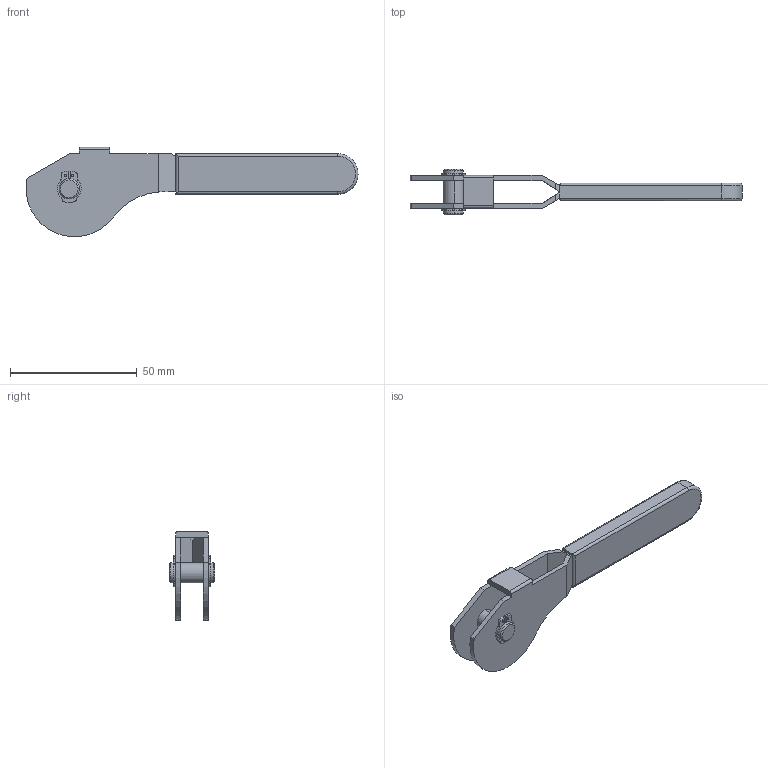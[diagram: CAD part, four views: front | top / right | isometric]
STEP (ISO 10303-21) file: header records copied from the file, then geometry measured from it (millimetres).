
FILE_DESCRIPTION(('STEP AP214'),'1');
FILE_NAME(' ',' ',('TraceParts'),('TraceParts S.A.'),'XStep 1.0',' ',' ');
FILE_SCHEMA(('automotive_design'));
Length unit declared in the file: millimetre
Products named in the file (1): 1
Bounding box: 131.07 x 18 x 35.21 mm (x, y, z)
Volume: 14420.7 mm3; surface area: 9914.1 mm2
Topology: 1 solids, 1 shells, 111 faces, 295 edges, 190 vertices
Faces by surface type: cylinder 55, plane 50, cone 4, torus 2
Entity records: 6818 total; most frequent: DIRECTION 643, STYLED_ITEM 597, PRESENTATION_STYLE_ASSIGNMENT 597, CARTESIAN_POINT 597, COLOUR_RGB 597, ORIENTED_EDGE 590, EDGE_CURVE 295, CURVE_STYLE 295
